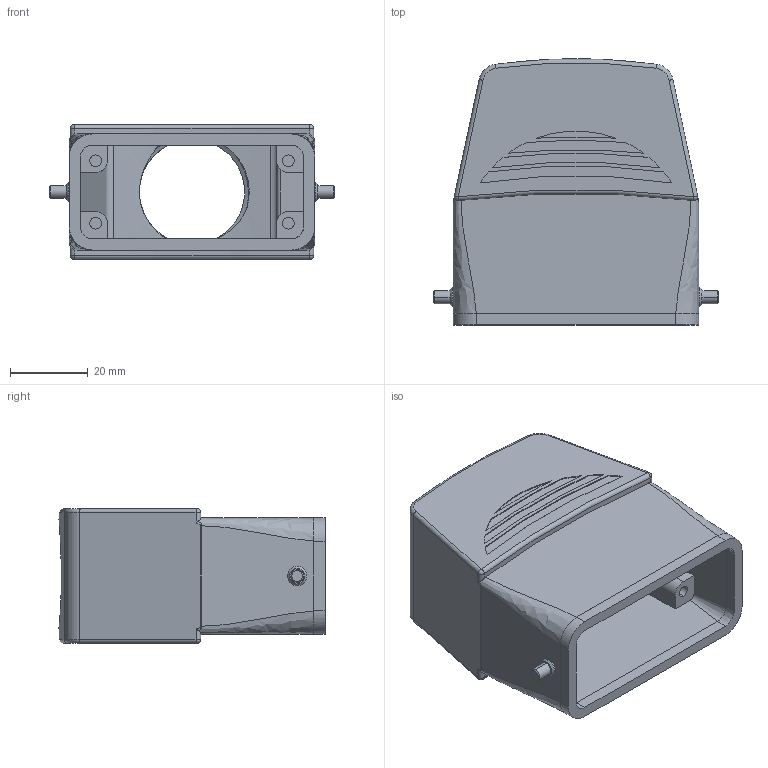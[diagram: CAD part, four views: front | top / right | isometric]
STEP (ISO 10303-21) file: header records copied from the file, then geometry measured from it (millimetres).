
FILE_DESCRIPTION (( 'STEP AP214' ), '1' );
FILE_NAME ('ZP-MC10A-2-STE21ML.step', '2015-08-12T18:09:06', ( '' ), ( '' ), 'SwSTEP 2.0', 'SolidWorks 2014', '' );
FILE_SCHEMA (( 'AUTOMOTIVE_DESIGN' ));
Length unit declared in the file: millimetre
Products named in the file (1): ZP-MC10A-2-STE21ML
Bounding box: 73.25 x 68.3 x 34.6 mm (x, y, z)
Volume: 48452.6 mm3; surface area: 26368.5 mm2
Topology: 2 solids, 2 shells, 222 faces, 579 edges, 373 vertices
Faces by surface type: cylinder 96, plane 54, bspline 50, cone 8, torus 8, sphere 6
Entity records: 21029 total; most frequent: CARTESIAN_POINT 14258, ORIENTED_EDGE 1142, DIRECTION 851, EDGE_CURVE 571, VERTEX_POINT 369, AXIS2_PLACEMENT_3D 332, EDGE_LOOP 242, ADVANCED_FACE 222
